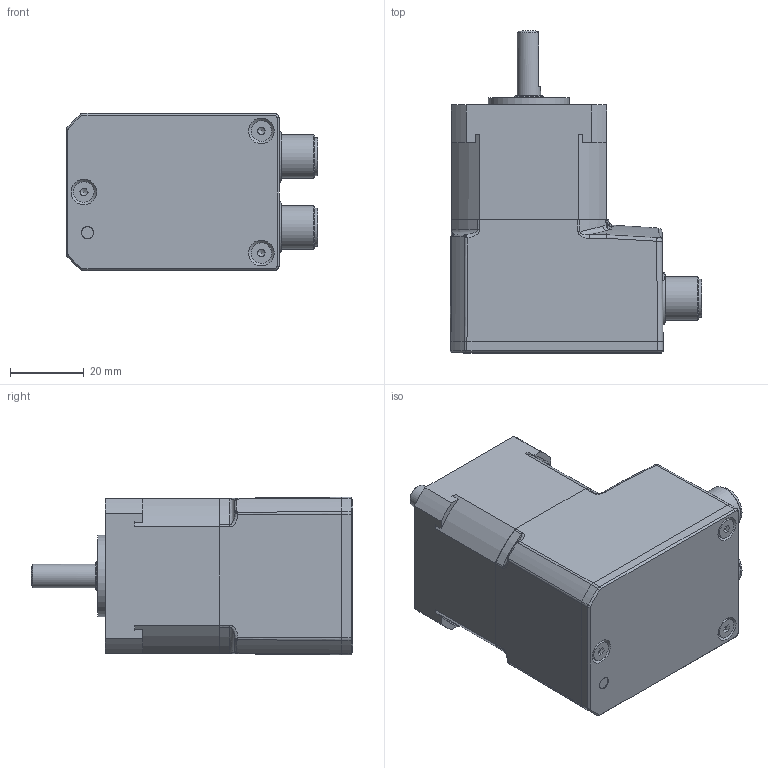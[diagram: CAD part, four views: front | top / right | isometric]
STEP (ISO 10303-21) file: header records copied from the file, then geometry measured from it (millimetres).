
FILE_DESCRIPTION(('FreeCAD Model'),'2;1');
FILE_NAME( 'MSP173M08BTxxxxxxx.STEP' ,'2024-11-22T12:12:48',('Author'),(''), 'Open CASCADE STEP processor 7.3','FreeCAD','Unknown');
FILE_SCHEMA(('AUTOMOTIVE_DESIGN { 1 0 10303 214 1 1 1 1 }'));
Length unit declared in the file: millimetre
Products named in the file (1): MSP173M08BTxxxxxxx
Bounding box: 68.08 x 87 x 42.58 mm (x, y, z)
Volume: 140069.1 mm3; surface area: 19764.8 mm2
Topology: 5 solids, 9 shells, 328 faces, 2175 edges, 6063 vertices
Faces by surface type: plane 134, cylinder 71, bspline 66, cone 42, torus 14, revolution 1
Full cylindrical faces by diameter (mm): 2.5 x4, 3 x3, 3.2 x1, 3.3 x3, 3.4 x1, 5.54 x3, 6.35 x1, 8 x1, 9 x1, 10.3 x2, 11.85 x2, 13.9 x2, 15.5 x3, 18.4 x2, 22 x1, 31.8 x1
Entity records: 49620 total; most frequent: CARTESIAN_POINT 27317, DIRECTION 3561, LINE 1465, VECTOR 1465, GEOMETRIC_CURVE_SET 1448, ORIENTED_EDGE 1438, PCURVE 1438, DEFINITIONAL_REPRESENTATION 1438
